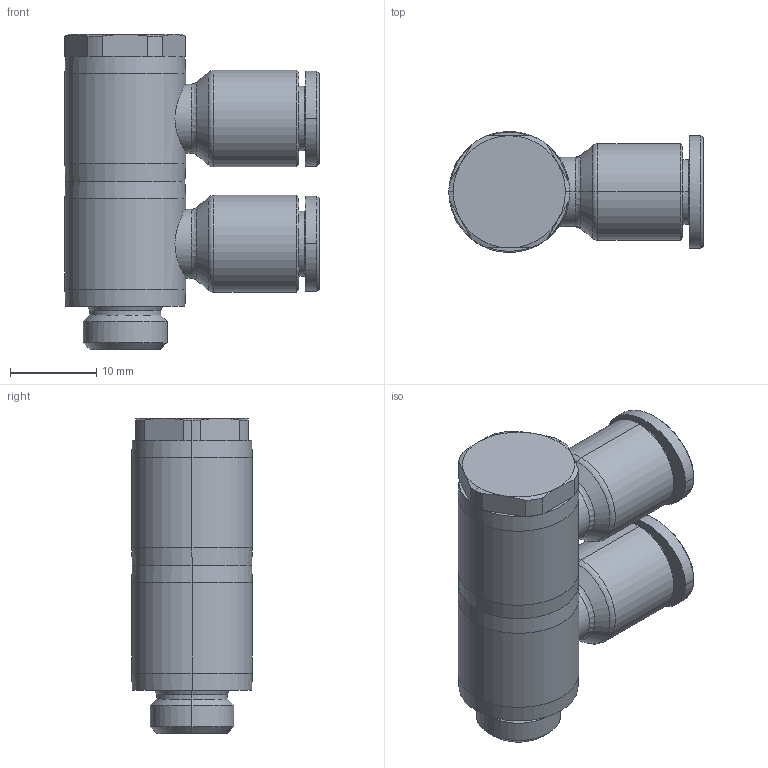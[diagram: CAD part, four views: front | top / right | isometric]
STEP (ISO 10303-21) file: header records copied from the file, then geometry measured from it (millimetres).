
FILE_DESCRIPTION((''),'2;1');
FILE_NAME('GPH_06G01(2)(3D).stp','2012-12-20T18:39:55',(''),(''),'Mechanical Desktop.R8.0.24.0','Mechanical Desktop.R8.0.24.0',', , ');
FILE_SCHEMA(('CONFIG_CONTROL_DESIGN'));
Length unit declared in the file: millimetre
Products named in the file (2): GPH_06G01(2)(3D); 睡ヶ1
Assembly tree (1 placements, depth 2):
  GPH_06G01(2)(3D)
    睡ヶ1
Bounding box: 29.45 x 14 x 36.5 mm (x, y, z)
Volume: 6117.2 mm3; surface area: 6523.1 mm2
Topology: 1 solids, 1 shells, 537 faces, 1434 edges, 927 vertices
Faces by surface type: plane 359, bspline 64, cylinder 62, cone 48, torus 4
Entity records: 18477 total; most frequent: CARTESIAN_POINT 5068, ORIENTED_EDGE 2864, DIRECTION 2636, EDGE_CURVE 1432, VECTOR 1110, LINE 1110, VERTEX_POINT 927, AXIS2_PLACEMENT_3D 763
